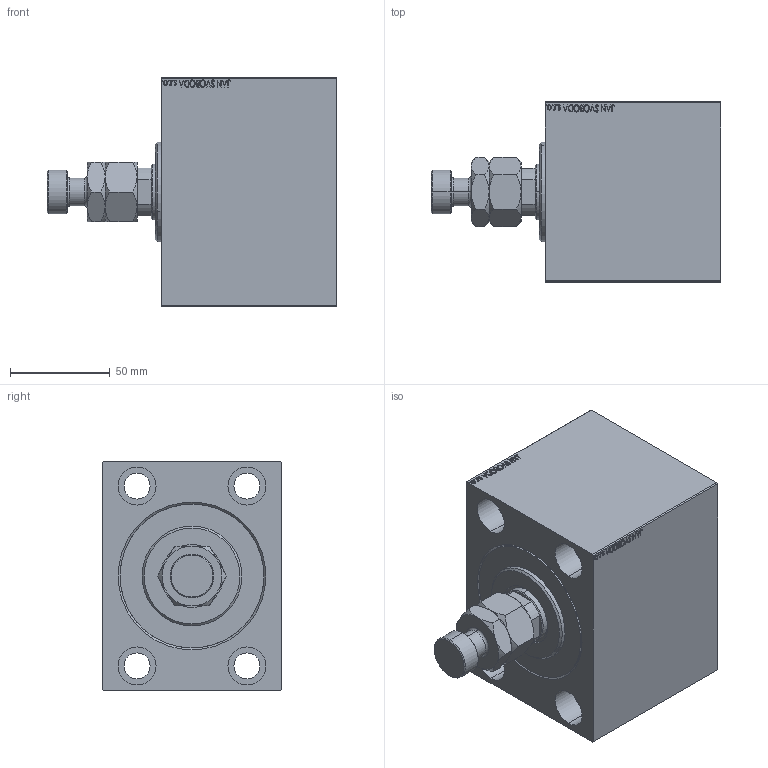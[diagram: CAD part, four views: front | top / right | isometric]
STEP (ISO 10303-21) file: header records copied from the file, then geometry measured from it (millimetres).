
FILE_DESCRIPTION (( 'STEP AP203' ), '1' );
FILE_NAME ('4994.STEP', '2024-02-12T20:39:05', ( '' ), ( '' ), 'SwSTEP 2.0', 'SolidWorks 2019', '' );
FILE_SCHEMA (( 'CONFIG_CONTROL_DESIGN' ));
Length unit declared in the file: millimetre
Products named in the file (5): MFA af7ccb220ef2b41bc9485707c36b5452; V450CM_C_Body af7ccb220ef2b41bc9485707c36b5452; V450CM_VC_B af7ccb220ef2b41bc9485707c36b5452; V450CM_C_VCP af7ccb220ef2b41bc9485707c36b5452; 4994
Assembly tree (4 placements, depth 2):
  4994
    V450CM_C_Body af7ccb220ef2b41bc9485707c36b5452
    V450CM_C_VCP af7ccb220ef2b41bc9485707c36b5452
    V450CM_VC_B af7ccb220ef2b41bc9485707c36b5452
    MFA af7ccb220ef2b41bc9485707c36b5452
Bounding box: 145 x 90 x 115 mm (x, y, z)
Volume: 845510 mm3; surface area: 119874.4 mm2
Topology: 4 solids, 4 shells, 912 faces, 2308 edges, 1519 vertices
Faces by surface type: plane 424, bspline 380, cylinder 62, cone 42, torus 4
Entity records: 45519 total; most frequent: CARTESIAN_POINT 25588, ORIENTED_EDGE 4612, DIRECTION 2738, EDGE_CURVE 2306, VERTEX_POINT 1519, VECTOR 1320, LINE 1320, EDGE_LOOP 1041
